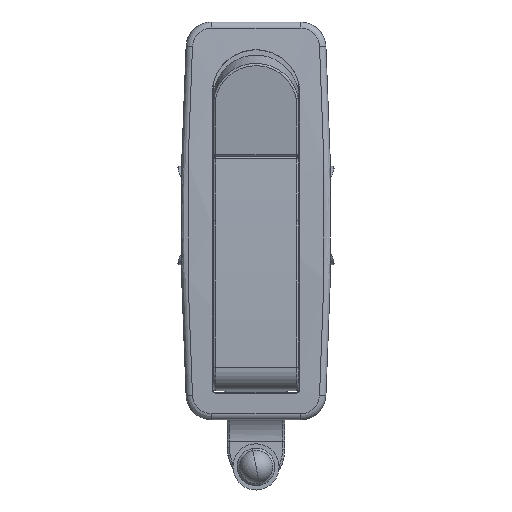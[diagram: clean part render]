
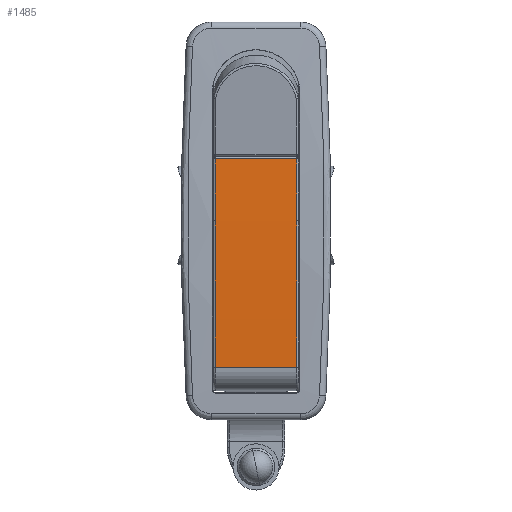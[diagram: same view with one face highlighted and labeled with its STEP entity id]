
A CAD part, front view. The second image highlights one B-rep face of the part: STEP entity #1485.
In plain terms, the highlighted cylindrical face has radius 721.5 mm (diameter 1443 mm), a partial arc.
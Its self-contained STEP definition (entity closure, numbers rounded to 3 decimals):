
#275 = DIRECTION ( 'NONE',  ( -1., 0., 0. ) ) ;
#690 = DIRECTION ( 'NONE',  ( 0., -1., 0. ) ) ;
#818 = VERTEX_POINT ( 'NONE', #936 ) ;
#837 = CARTESIAN_POINT ( 'NONE',  ( 9.5, -3.354, 14.51 ) ) ;
#936 = CARTESIAN_POINT ( 'NONE',  ( -9.5, -3.5, 0. ) ) ;
#1364 = CARTESIAN_POINT ( 'NONE',  ( -9.5, 718., 0. ) ) ;
#1485 = ADVANCED_FACE ( 'NONE', ( #14808 ), #16388, .T. ) ;
#1621 = CARTESIAN_POINT ( 'NONE',  ( 9.5, 718., 0. ) ) ;
#1898 = VECTOR ( 'NONE', #20330, 1000. ) ;
#1954 = EDGE_CURVE ( 'NONE', #7365, #818, #7125, .T. ) ;
#2314 = CARTESIAN_POINT ( 'NONE',  ( 9.5, -2.686, -34.27 ) ) ;
#3364 = CARTESIAN_POINT ( 'NONE',  ( 9.5, 718., 0. ) ) ;
#3669 = CIRCLE ( 'NONE', #16443, 721.5 ) ;
#3915 = VERTEX_POINT ( 'NONE', #11534 ) ;
#4743 = DIRECTION ( 'NONE',  ( -1., 0., 0. ) ) ;
#5077 = DIRECTION ( 'NONE',  ( -1., 0., 0. ) ) ;
#5469 = CIRCLE ( 'NONE', #13860, 721.5 ) ;
#5557 = ORIENTED_EDGE ( 'NONE', *, *, #1954, .T. ) ;
#5814 = CARTESIAN_POINT ( 'NONE',  ( -9.5, -3.354, 14.51 ) ) ;
#5856 = DIRECTION ( 'NONE',  ( 1., 0., 0. ) ) ;
#5948 = AXIS2_PLACEMENT_3D ( 'NONE', #19534, #275, #17963 ) ;
#6176 = EDGE_CURVE ( 'NONE', #18692, #14144, #3669, .T. ) ;
#6571 = ORIENTED_EDGE ( 'NONE', *, *, #6176, .T. ) ;
#6943 = ORIENTED_EDGE ( 'NONE', *, *, #15964, .F. ) ;
#7125 = CIRCLE ( 'NONE', #15867, 721.5 ) ;
#7156 = EDGE_CURVE ( 'NONE', #12918, #18692, #5469, .T. ) ;
#7365 = VERTEX_POINT ( 'NONE', #5814 ) ;
#7892 = AXIS2_PLACEMENT_3D ( 'NONE', #1364, #9591, #12953 ) ;
#9090 = LINE ( 'NONE', #13936, #1898 ) ;
#9591 = DIRECTION ( 'NONE',  ( 1., 0., 0. ) ) ;
#9775 = EDGE_LOOP ( 'NONE', ( #10989, #6571, #18032, #5557, #16530, #6943 ) ) ;
#10221 = VECTOR ( 'NONE', #5077, 1000. ) ;
#10794 = CARTESIAN_POINT ( 'NONE',  ( -9.5, 718., 0. ) ) ;
#10989 = ORIENTED_EDGE ( 'NONE', *, *, #7156, .T. ) ;
#11116 = DIRECTION ( 'NONE',  ( -1., 0., 0. ) ) ;
#11431 = DIRECTION ( 'NONE',  ( 0., -1., 0. ) ) ;
#11534 = CARTESIAN_POINT ( 'NONE',  ( -9.5, -2.686, -34.27 ) ) ;
#11809 = LINE ( 'NONE', #18222, #10221 ) ;
#12918 = VERTEX_POINT ( 'NONE', #2314 ) ;
#12953 = DIRECTION ( 'NONE',  ( 0., -1., 0. ) ) ;
#13860 = AXIS2_PLACEMENT_3D ( 'NONE', #3364, #4743, #19153 ) ;
#13936 = CARTESIAN_POINT ( 'NONE',  ( 7.75, -3.354, 14.51 ) ) ;
#14144 = VERTEX_POINT ( 'NONE', #837 ) ;
#14808 = FACE_OUTER_BOUND ( 'NONE', #9775, .T. ) ;
#14889 = CARTESIAN_POINT ( 'NONE',  ( 9.5, -3.5, 0. ) ) ;
#15605 = CIRCLE ( 'NONE', #7892, 721.5 ) ;
#15867 = AXIS2_PLACEMENT_3D ( 'NONE', #10794, #5856, #690 ) ;
#15964 = EDGE_CURVE ( 'NONE', #12918, #3915, #11809, .T. ) ;
#16388 = CYLINDRICAL_SURFACE ( 'NONE', #5948, 721.5 ) ;
#16443 = AXIS2_PLACEMENT_3D ( 'NONE', #1621, #11116, #11431 ) ;
#16530 = ORIENTED_EDGE ( 'NONE', *, *, #16683, .T. ) ;
#16683 = EDGE_CURVE ( 'NONE', #818, #3915, #15605, .T. ) ;
#17963 = DIRECTION ( 'NONE',  ( 0., 1., 0. ) ) ;
#18032 = ORIENTED_EDGE ( 'NONE', *, *, #18899, .T. ) ;
#18222 = CARTESIAN_POINT ( 'NONE',  ( 7.75, -2.686, -34.27 ) ) ;
#18692 = VERTEX_POINT ( 'NONE', #14889 ) ;
#18899 = EDGE_CURVE ( 'NONE', #14144, #7365, #9090, .T. ) ;
#19153 = DIRECTION ( 'NONE',  ( 0., -1., 0. ) ) ;
#19534 = CARTESIAN_POINT ( 'NONE',  ( 7.75, 718., 0. ) ) ;
#20330 = DIRECTION ( 'NONE',  ( -1., 0., 0. ) ) ;
